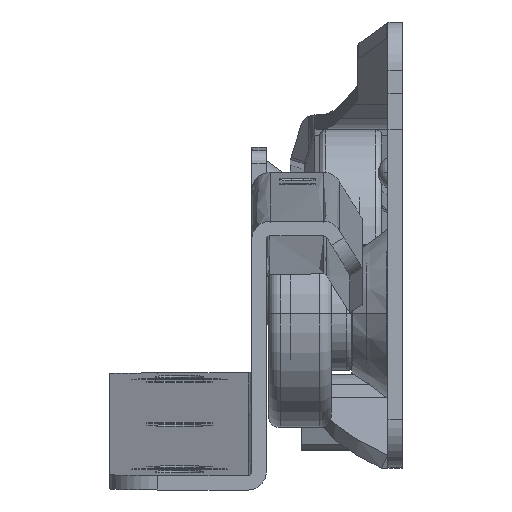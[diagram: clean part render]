
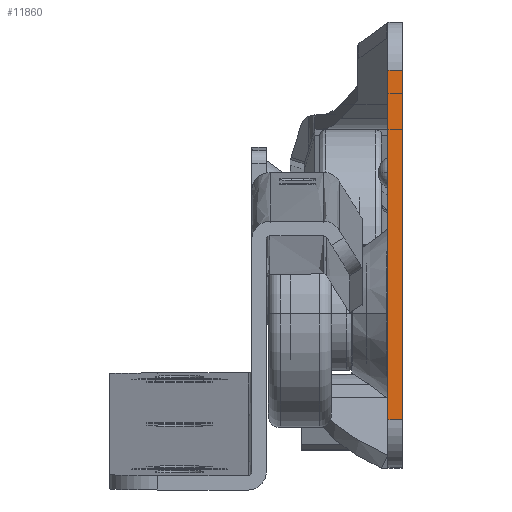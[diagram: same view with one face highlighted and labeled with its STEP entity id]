
A CAD part, top view. The second image highlights one B-rep face of the part: STEP entity #11860.
In plain terms, the highlighted planar face has unit normal (0, 0, 1).
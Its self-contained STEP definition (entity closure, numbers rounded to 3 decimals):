
#306 = VECTOR ( 'NONE', #13463, 1000. ) ;
#1318 = DIRECTION ( 'NONE',  ( 1., 0., 0. ) ) ;
#1853 = EDGE_LOOP ( 'NONE', ( #8660, #13317, #2210, #5546 ) ) ;
#2210 = ORIENTED_EDGE ( 'NONE', *, *, #9312, .F. ) ;
#2695 = VECTOR ( 'NONE', #12048, 1000. ) ;
#2777 = CARTESIAN_POINT ( 'NONE',  ( -1.2, -14., 0. ) ) ;
#2880 = CARTESIAN_POINT ( 'NONE',  ( 0., -18., 0. ) ) ;
#3389 = VERTEX_POINT ( 'NONE', #11678 ) ;
#3716 = VECTOR ( 'NONE', #5957, 1000. ) ;
#5103 = VERTEX_POINT ( 'NONE', #8368 ) ;
#5213 = LINE ( 'NONE', #2880, #306 ) ;
#5327 = EDGE_CURVE ( 'NONE', #3389, #8378, #7164, .T. ) ;
#5475 = DIRECTION ( 'NONE',  ( 1., 0., 0. ) ) ;
#5546 = ORIENTED_EDGE ( 'NONE', *, *, #11193, .T. ) ;
#5957 = DIRECTION ( 'NONE',  ( -1., 0., 0. ) ) ;
#6884 = CARTESIAN_POINT ( 'NONE',  ( -1.2, -14., 0. ) ) ;
#7164 = LINE ( 'NONE', #11456, #2695 ) ;
#7484 = LINE ( 'NONE', #9456, #3716 ) ;
#7907 = EDGE_CURVE ( 'NONE', #8378, #5103, #9979, .T. ) ;
#8368 = CARTESIAN_POINT ( 'NONE',  ( 0., -14., 0. ) ) ;
#8378 = VERTEX_POINT ( 'NONE', #2777 ) ;
#8528 = VERTEX_POINT ( 'NONE', #12781 ) ;
#8660 = ORIENTED_EDGE ( 'NONE', *, *, #5327, .T. ) ;
#9210 = FACE_OUTER_BOUND ( 'NONE', #1853, .T. ) ;
#9312 = EDGE_CURVE ( 'NONE', #8528, #5103, #5213, .T. ) ;
#9456 = CARTESIAN_POINT ( 'NONE',  ( -1.2, 15., 0. ) ) ;
#9979 = LINE ( 'NONE', #6884, #10815 ) ;
#10815 = VECTOR ( 'NONE', #1318, 1000. ) ;
#11193 = EDGE_CURVE ( 'NONE', #8528, #3389, #7484, .T. ) ;
#11456 = CARTESIAN_POINT ( 'NONE',  ( -1.2, -18., 0. ) ) ;
#11602 = AXIS2_PLACEMENT_3D ( 'NONE', #12740, #13514, #5475 ) ;
#11678 = CARTESIAN_POINT ( 'NONE',  ( -1.2, 15., 0. ) ) ;
#11860 = ADVANCED_FACE ( 'NONE', ( #9210 ), #12525, .T. ) ;
#12048 = DIRECTION ( 'NONE',  ( 0., -1., 0. ) ) ;
#12525 = PLANE ( 'NONE',  #11602 ) ;
#12740 = CARTESIAN_POINT ( 'NONE',  ( -1.2, -18., 0. ) ) ;
#12781 = CARTESIAN_POINT ( 'NONE',  ( 0., 15., 0. ) ) ;
#13317 = ORIENTED_EDGE ( 'NONE', *, *, #7907, .T. ) ;
#13463 = DIRECTION ( 'NONE',  ( 0., -1., 0. ) ) ;
#13514 = DIRECTION ( 'NONE',  ( 0., 0., 1. ) ) ;
